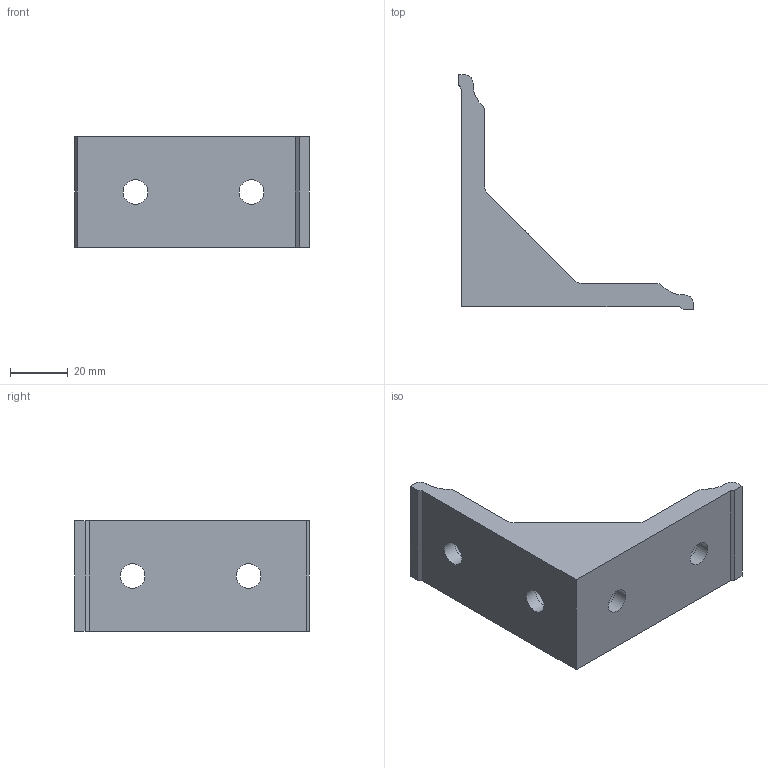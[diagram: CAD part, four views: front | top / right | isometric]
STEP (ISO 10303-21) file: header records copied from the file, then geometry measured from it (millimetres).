
FILE_DESCRIPTION(('STEP AP203'),'2;1');
FILE_NAME('30.016.00.stp','2011-03-21T16:18:00',(''),(''),'2009.3.110','THINKDESIGN','');
FILE_SCHEMA(('CONFIG_CONTROL_DESIGN'));
Length unit declared in the file: millimetre
Bounding box: 81 x 80.92 x 38 mm (x, y, z)
Volume: 56015.3 mm3; surface area: 16135.1 mm2
Topology: 1 solids, 1 shells, 36 faces, 106 edges, 76 vertices
Faces by surface type: plane 19, cylinder 17
Full cylindrical faces by diameter (mm): 8.5 x4, 13.5 x4
Entity records: 1517 total; most frequent: CARTESIAN_POINT 389, DIRECTION 221, ORIENTED_EDGE 212, EDGE_CURVE 106, AXIS2_PLACEMENT_3D 83, VERTEX_POINT 76, VECTOR 55, LINE 55
